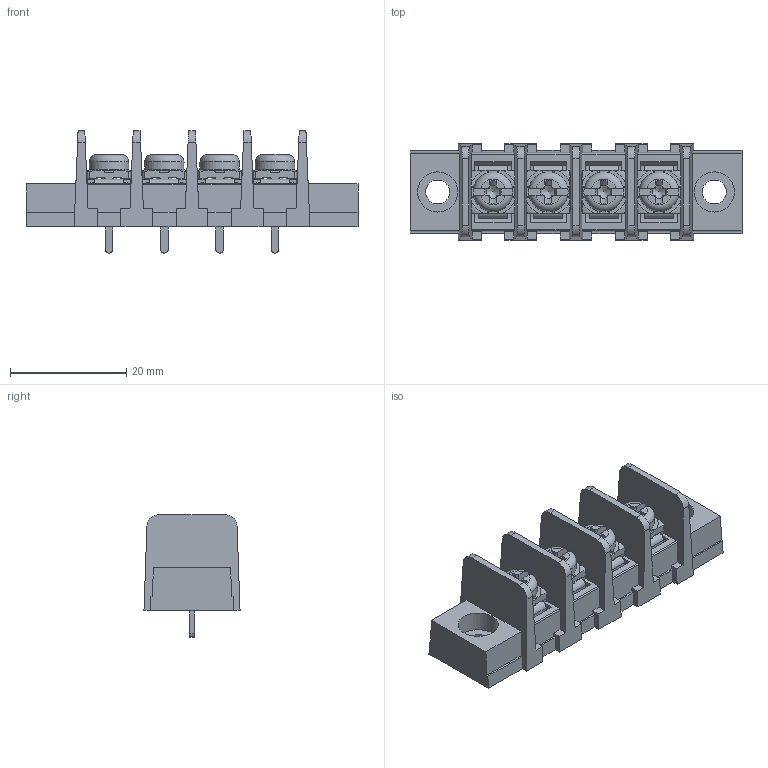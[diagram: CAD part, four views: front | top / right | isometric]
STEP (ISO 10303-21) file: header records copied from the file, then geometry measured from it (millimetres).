
FILE_DESCRIPTION( ( 'Unknown' ), '1' );
FILE_NAME( 'T34-OM1104.stp', 'Unknown', ( 'Unknown' ), ( 'Unknown' ), 'XStep 1.0', 'Unknown', ' ' );
FILE_SCHEMA( ( 'automotive_design' ) );
Length unit declared in the file: millimetre
Products named in the file (1): 1
Bounding box: 57 x 16.5 x 21 mm (x, y, z)
Volume: 7226.7 mm3; surface area: 6247.3 mm2
Topology: 1 solids, 1 shells, 706 faces, 1975 edges, 1305 vertices
Faces by surface type: plane 500, cylinder 142, torus 28, cone 20, bspline 16
Full cylindrical faces by diameter (mm): 2.7 x8, 4.1 x2, 6.8 x4, 6.9 x2
Entity records: 23245 total; most frequent: CARTESIAN_POINT 5445, ORIENTED_EDGE 3876, DIRECTION 3404, EDGE_CURVE 1938, LINE 1406, VECTOR 1406, VERTEX_POINT 1296, AXIS2_PLACEMENT_3D 999
